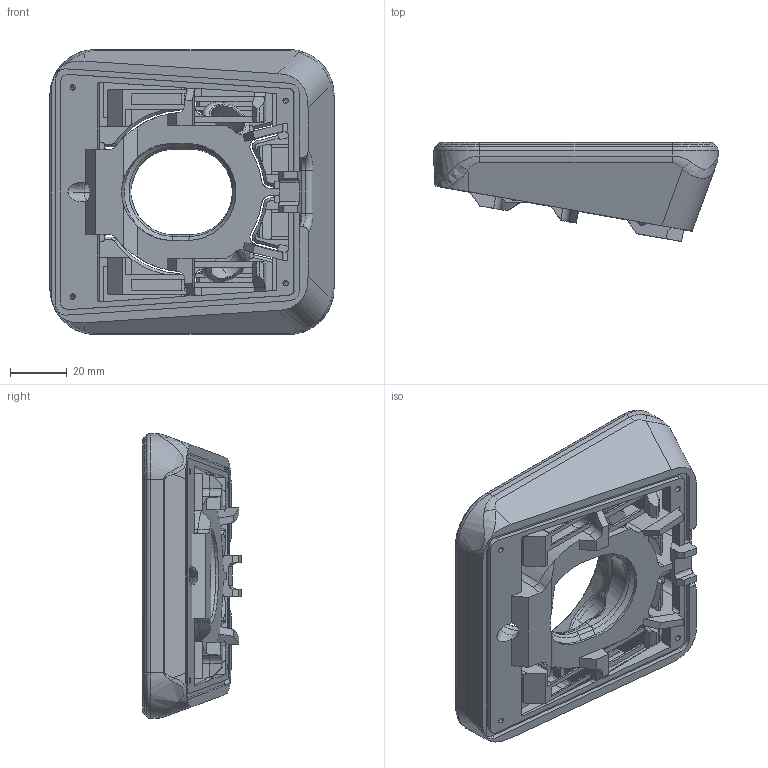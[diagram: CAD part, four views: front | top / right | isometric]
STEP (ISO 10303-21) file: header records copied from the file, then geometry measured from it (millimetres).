
FILE_DESCRIPTION(/* description */ ('STEP AP242','CAx-IF Rec.Pracs.---Representation and Presentation of Product Manufacturing Information (PMI)---4.0---2014-10-13','CAx-IF Rec.Pracs.---3D Tessellated Geometry---0.4---2014-09-14','2;1'),/* implementation_level */ '2;1');
FILE_NAME(/* name */ '67b79e626d30641f80c8ef29',/* time_stamp */ '2025-02-20T21:28:09Z',/* author */ (''),/* organization */ (''),/* preprocessor_version */ 'ST-DEVELOPER v20',/* originating_system */ 'ONSHAPE BY PTC INC, 1.193',/* authorisation */ ' ');
FILE_SCHEMA (('AP242_MANAGED_MODEL_BASED_3D_ENGINEERING_MIM_LF { 1 0 10303 442 1 1 4 }'));
Products named in the file (1): Top
Bounding box: 99.7 x 34.71 x 99.99 mm (x, y, z)
Volume: 101913.8 mm3; surface area: 57925.5 mm2
Topology: 1 solids, 1 shells, 1039 faces, 2951 edges, 1918 vertices
Faces by surface type: bspline 1039
Entity records: 50139 total; most frequent: CARTESIAN_POINT 26462, ORIENTED_EDGE 5902, DIRECTION 3301, EDGE_CURVE 2951, LINE 2033, VECTOR 2033, VERTEX_POINT 1918, EDGE_LOOP 1131
